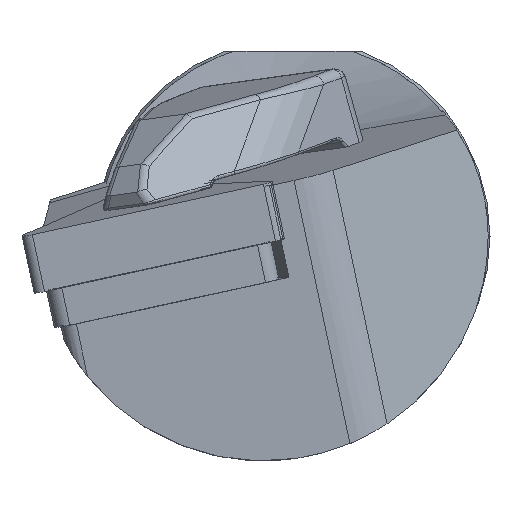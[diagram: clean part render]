
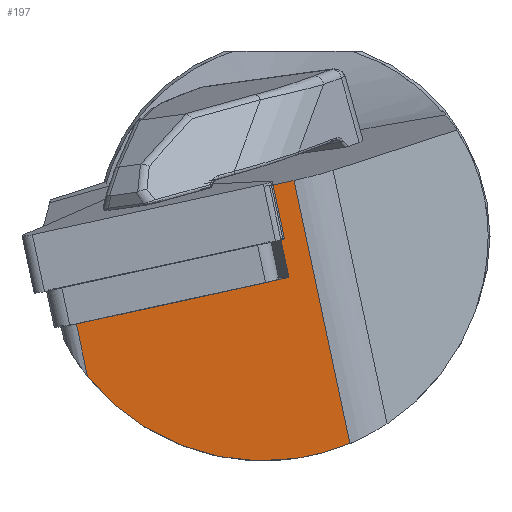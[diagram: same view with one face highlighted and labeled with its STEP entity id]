
A CAD part, left-side view. The second image highlights one B-rep face of the part: STEP entity #197.
In plain terms, the highlighted planar face has unit normal (-0.993, -0.072, -0.091).
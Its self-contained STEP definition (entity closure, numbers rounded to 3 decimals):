
#152=ELLIPSE('',#1722,18.38,18.255);
#197=ADVANCED_FACE('',(#334),#299,.F.);
#299=PLANE('',#1723);
#334=FACE_OUTER_BOUND('',#431,.T.);
#431=EDGE_LOOP('',(#809,#810,#811,#812,#813,#814,#815));
#533=LINE('',#2408,#649);
#542=LINE('',#2429,#658);
#551=LINE('',#2454,#667);
#557=LINE('',#2491,#673);
#558=LINE('',#2493,#674);
#559=LINE('',#2497,#675);
#649=VECTOR('',#1904,1.);
#658=VECTOR('',#1921,1.);
#667=VECTOR('',#1940,1.);
#673=VECTOR('',#1956,1.);
#674=VECTOR('',#1957,1.);
#675=VECTOR('',#1960,1.);
#809=ORIENTED_EDGE('',*,*,#1404,.F.);
#810=ORIENTED_EDGE('',*,*,#1439,.F.);
#811=ORIENTED_EDGE('',*,*,#1440,.T.);
#812=ORIENTED_EDGE('',*,*,#1441,.T.);
#813=ORIENTED_EDGE('',*,*,#1442,.F.);
#814=ORIENTED_EDGE('',*,*,#1427,.F.);
#815=ORIENTED_EDGE('',*,*,#1414,.T.);
#1251=VERTEX_POINT('',#2406);
#1253=VERTEX_POINT('',#2409);
#1261=VERTEX_POINT('',#2430);
#1272=VERTEX_POINT('',#2455);
#1282=VERTEX_POINT('',#2492);
#1283=VERTEX_POINT('',#2494);
#1284=VERTEX_POINT('',#2496);
#1404=EDGE_CURVE('',#1251,#1253,#533,.T.);
#1414=EDGE_CURVE('',#1261,#1253,#542,.T.);
#1427=EDGE_CURVE('',#1261,#1272,#551,.T.);
#1439=EDGE_CURVE('',#1282,#1251,#557,.T.);
#1440=EDGE_CURVE('',#1282,#1283,#558,.T.);
#1441=EDGE_CURVE('',#1283,#1284,#152,.T.);
#1442=EDGE_CURVE('',#1272,#1284,#559,.T.);
#1722=AXIS2_PLACEMENT_3D('',#2495,#1958,#1959);
#1723=AXIS2_PLACEMENT_3D('',#2498,#1961,#1962);
#1904=DIRECTION('',(0.051,-0.976,0.213));
#1921=DIRECTION('',(0.105,-0.207,-0.973));
#1940=DIRECTION('',(0.051,-0.976,0.213));
#1956=DIRECTION('',(0.051,-0.976,0.213));
#1957=DIRECTION('',(0.105,-0.207,-0.973));
#1958=DIRECTION('',(-0.993,-0.072,-0.091));
#1959=DIRECTION('',(0.116,-0.615,-0.78));
#1960=DIRECTION('',(0.105,-0.207,-0.973));
#1961=DIRECTION('',(0.993,0.072,0.091));
#1962=DIRECTION('',(0.092,0.,-0.996));
#2406=CARTESIAN_POINT('',(2.419,1.593,-3.629));
#2408=CARTESIAN_POINT('',(1.58,17.586,-7.118));
#2409=CARTESIAN_POINT('',(2.486,0.325,-3.352));
#2429=CARTESIAN_POINT('',(0.918,3.427,11.24));
#2430=CARTESIAN_POINT('',(1.687,1.905,4.08));
#2454=CARTESIAN_POINT('',(0.782,19.166,0.314));
#2455=CARTESIAN_POINT('',(1.792,-0.088,4.515));
#2491=CARTESIAN_POINT('',(1.58,17.586,-7.118));
#2492=CARTESIAN_POINT('',(1.58,17.586,-7.118));
#2493=CARTESIAN_POINT('',(3.886,13.024,-28.578));
#2494=CARTESIAN_POINT('',(2.038,16.68,-11.378));
#2495=CARTESIAN_POINT('',(2.026,2.405,0.));
#2496=CARTESIAN_POINT('',(4.087,-4.629,-16.846));
#2497=CARTESIAN_POINT('',(4.896,-6.23,-24.377));
#2498=CARTESIAN_POINT('',(3.886,13.024,-28.578));
